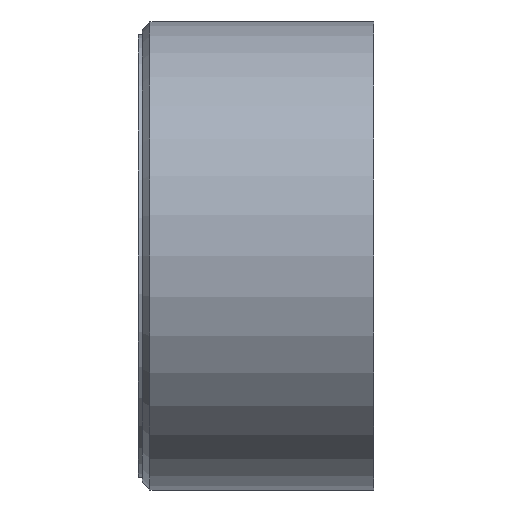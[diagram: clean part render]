
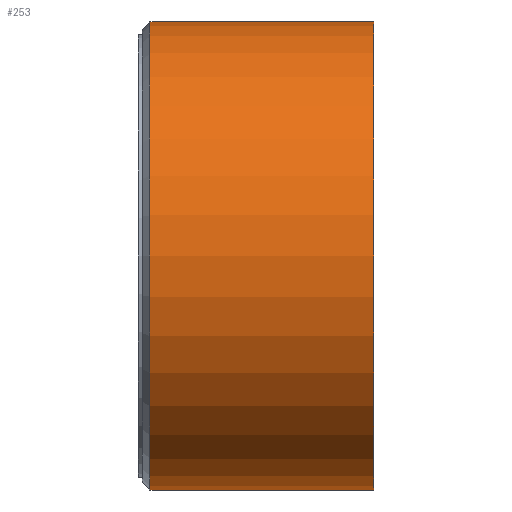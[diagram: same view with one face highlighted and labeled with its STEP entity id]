
A CAD part, left-side view. The second image highlights one B-rep face of the part: STEP entity #253.
In plain terms, the highlighted cylindrical face has radius 37.846 mm (diameter 75.692 mm), a full revolution.
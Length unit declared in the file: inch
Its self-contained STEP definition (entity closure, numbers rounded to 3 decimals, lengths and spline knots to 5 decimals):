
#164=CARTESIAN_POINT('',(0.0,-0.5625,0.0));
#165=DIRECTION('',(0.0,1.0,0.0));
#166=DIRECTION('',(-1.0,0.0,0.0));
#167=AXIS2_PLACEMENT_3D('',#164,#165,#166);
#168=CYLINDRICAL_SURFACE('',#167,1.49);
#169=CARTESIAN_POINT('',(1.49,-0.75,0.));
#170=VERTEX_POINT('',#169);
#171=CARTESIAN_POINT('',(0.0,-0.75,0.0));
#172=DIRECTION('',(0.0,1.0,0.0));
#173=DIRECTION('',(-1.0,0.0,0.0));
#174=AXIS2_PLACEMENT_3D('',#171,#172,#173);
#175=CIRCLE('',#174,1.49);
#176=EDGE_CURVE('',#170,#170,#175,.T.);
#177=ORIENTED_EDGE('',*,*,#176,.T.);
#178=EDGE_LOOP('',(#177));
#179=FACE_OUTER_BOUND('',#178,.T.);
#180=CARTESIAN_POINT('',(0.,0.145,1.49));
#181=VERTEX_POINT('',#180);
#182=CARTESIAN_POINT('',(0.145,0.,1.48293));
#183=VERTEX_POINT('',#182);
#184=CARTESIAN_POINT('',(0.,0.145,1.49));
#185=CARTESIAN_POINT('',(0.01822,0.145,1.49));
#186=CARTESIAN_POINT('',(0.03764,0.14136,1.48963));
#187=CARTESIAN_POINT('',(0.07337,0.12656,1.4883));
#188=CARTESIAN_POINT('',(0.08966,0.1154,1.48736));
#189=CARTESIAN_POINT('',(0.1154,0.08966,1.48558));
#190=CARTESIAN_POINT('',(0.12656,0.07337,1.48463));
#191=CARTESIAN_POINT('',(0.14136,0.03764,1.4833));
#192=CARTESIAN_POINT('',(0.145,0.01822,1.48293));
#193=CARTESIAN_POINT('',(0.145,0.,1.48293));
#194=B_SPLINE_CURVE_WITH_KNOTS('',3,(#184,#185,#186,#187,#188,#189,#190,#191,#192,#193),.UNSPECIFIED.,.F.,.U.,(4,2,2,2,4),(0.21863,0.27328,0.32794,0.3826,0.43725),.UNSPECIFIED.);
#195=EDGE_CURVE('',#181,#183,#194,.T.);
#196=ORIENTED_EDGE('',*,*,#195,.T.);
#197=CARTESIAN_POINT('',(0.,-0.145,1.49));
#198=VERTEX_POINT('',#197);
#199=CARTESIAN_POINT('',(0.145,0.,1.48293));
#200=CARTESIAN_POINT('',(0.145,-0.01822,1.48293));
#201=CARTESIAN_POINT('',(0.14136,-0.03764,1.4833));
#202=CARTESIAN_POINT('',(0.12656,-0.07337,1.48463));
#203=CARTESIAN_POINT('',(0.1154,-0.08966,1.48558));
#204=CARTESIAN_POINT('',(0.08966,-0.1154,1.48736));
#205=CARTESIAN_POINT('',(0.07337,-0.12656,1.4883));
#206=CARTESIAN_POINT('',(0.03764,-0.14136,1.48963));
#207=CARTESIAN_POINT('',(0.01822,-0.145,1.49));
#208=CARTESIAN_POINT('',(0.,-0.145,1.49));
#209=B_SPLINE_CURVE_WITH_KNOTS('',3,(#199,#200,#201,#202,#203,#204,#205,#206,#207,#208),.UNSPECIFIED.,.F.,.U.,(4,2,2,2,4),(0.43725,0.49191,0.54657,0.60122,0.65588),.UNSPECIFIED.);
#210=EDGE_CURVE('',#183,#198,#209,.T.);
#211=ORIENTED_EDGE('',*,*,#210,.T.);
#212=CARTESIAN_POINT('',(-0.145,0.,1.48293));
#213=VERTEX_POINT('',#212);
#214=CARTESIAN_POINT('',(0.,-0.145,1.49));
#215=CARTESIAN_POINT('',(-0.01822,-0.145,1.49));
#216=CARTESIAN_POINT('',(-0.03764,-0.14136,1.48963));
#217=CARTESIAN_POINT('',(-0.07337,-0.12656,1.4883));
#218=CARTESIAN_POINT('',(-0.08966,-0.1154,1.48736));
#219=CARTESIAN_POINT('',(-0.1154,-0.08966,1.48558));
#220=CARTESIAN_POINT('',(-0.12656,-0.07337,1.48463));
#221=CARTESIAN_POINT('',(-0.14136,-0.03764,1.4833));
#222=CARTESIAN_POINT('',(-0.145,-0.01822,1.48293));
#223=CARTESIAN_POINT('',(-0.145,0.,1.48293));
#224=B_SPLINE_CURVE_WITH_KNOTS('',3,(#214,#215,#216,#217,#218,#219,#220,#221,#222,#223),.UNSPECIFIED.,.F.,.U.,(4,2,2,2,4),(0.65588,0.71054,0.76519,0.81985,0.87451),.UNSPECIFIED.);
#225=EDGE_CURVE('',#198,#213,#224,.T.);
#226=ORIENTED_EDGE('',*,*,#225,.T.);
#227=CARTESIAN_POINT('',(-0.145,0.,1.48293));
#228=CARTESIAN_POINT('',(-0.145,0.01822,1.48293));
#229=CARTESIAN_POINT('',(-0.14136,0.03764,1.4833));
#230=CARTESIAN_POINT('',(-0.12656,0.07337,1.48463));
#231=CARTESIAN_POINT('',(-0.1154,0.08966,1.48558));
#232=CARTESIAN_POINT('',(-0.08966,0.1154,1.48736));
#233=CARTESIAN_POINT('',(-0.07337,0.12656,1.4883));
#234=CARTESIAN_POINT('',(-0.03764,0.14136,1.48963));
#235=CARTESIAN_POINT('',(-0.01822,0.145,1.49));
#236=CARTESIAN_POINT('',(0.,0.145,1.49));
#237=B_SPLINE_CURVE_WITH_KNOTS('',3,(#227,#228,#229,#230,#231,#232,#233,#234,#235,#236),.UNSPECIFIED.,.F.,.U.,(4,2,2,2,4),(0.87451,0.92916,0.98382,1.03848,1.09313),.UNSPECIFIED.);
#238=EDGE_CURVE('',#213,#181,#237,.T.);
#239=ORIENTED_EDGE('',*,*,#238,.T.);
#240=EDGE_LOOP('',(#196,#211,#226,#239));
#241=FACE_BOUND('',#240,.T.);
#242=CARTESIAN_POINT('',(1.49,0.675,0.));
#243=VERTEX_POINT('',#242);
#244=CARTESIAN_POINT('',(0.,0.675,0.0));
#245=DIRECTION('',(0.0,1.0,0.0));
#246=DIRECTION('',(-1.0,0.0,0.0));
#247=AXIS2_PLACEMENT_3D('',#244,#245,#246);
#248=CIRCLE('',#247,1.49);
#249=EDGE_CURVE('',#243,#243,#248,.T.);
#250=ORIENTED_EDGE('',*,*,#249,.F.);
#251=EDGE_LOOP('',(#250));
#252=FACE_BOUND('',#251,.T.);
#253=ADVANCED_FACE('',(#179,#241,#252),#168,.T.);
